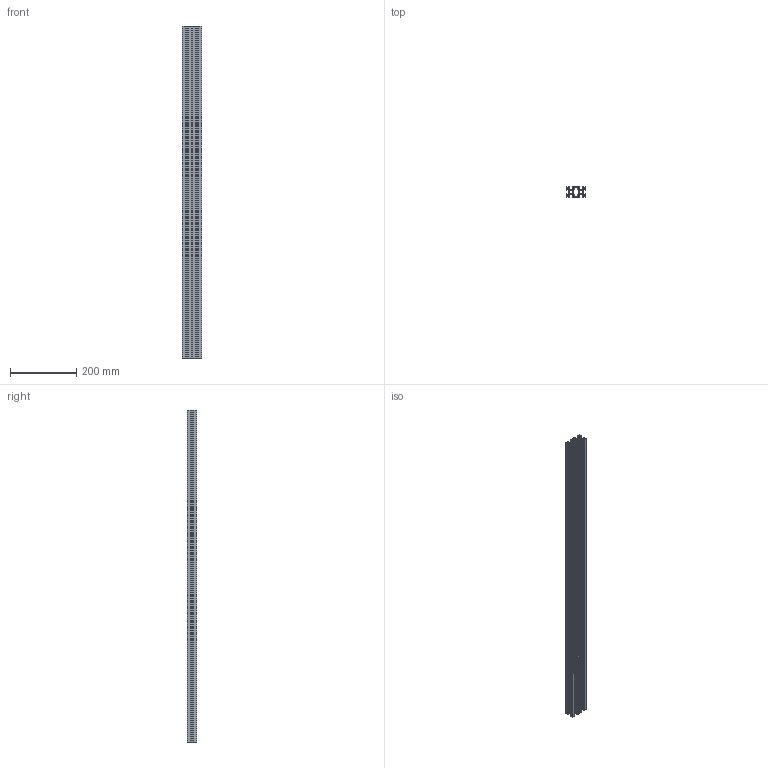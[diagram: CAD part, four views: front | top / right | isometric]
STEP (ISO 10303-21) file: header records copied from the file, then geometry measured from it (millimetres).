
FILE_DESCRIPTION (( 'STEP AP214' ), '1' );
FILE_NAME ('栖闉罻1.STEP', '2021-11-30T12:08:59', ( '砐錪賧瘔蠈錪 Windows' ), ( '' ), 'SwSTEP 2.0', 'SolidWorks 2021', '' );
FILE_SCHEMA (( 'AUTOMOTIVE_DESIGN' ));
Length unit declared in the file: millimetre
Products named in the file (2): 栖闉罻1; 336 Êîíñòðóêöèîííûé ïðîôèëü 30õ60_00
Assembly tree (1 placements, depth 2):
  栖闉罻1
    336 Êîíñòðóêöèîííûé ïðîôèëü 30õ60_00
Bounding box: 60 x 30 x 1000 mm (x, y, z)
Volume: 493472.7 mm3; surface area: 596490 mm2
Topology: 1 solids, 1 shells, 402 faces, 1200 edges, 800 vertices
Faces by surface type: cylinder 226, plane 176
Entity records: 13770 total; most frequent: DIRECTION 2464, CARTESIAN_POINT 2406, ORIENTED_EDGE 2400, EDGE_CURVE 1200, AXIS2_PLACEMENT_3D 858, VERTEX_POINT 800, LINE 748, VECTOR 748
